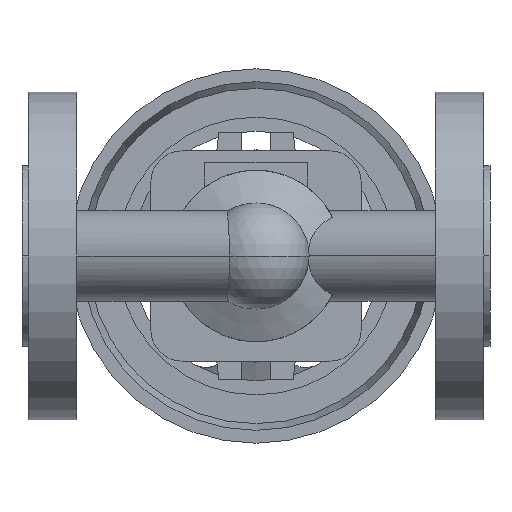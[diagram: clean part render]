
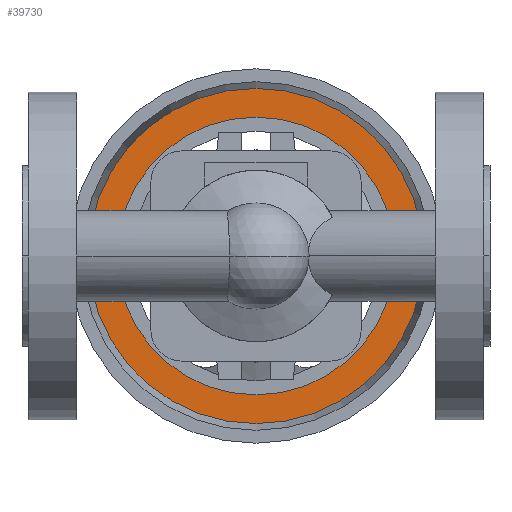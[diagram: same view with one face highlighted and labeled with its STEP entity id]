
A CAD part, front view. The second image highlights one B-rep face of the part: STEP entity #39730.
In plain terms, the highlighted planar face has unit normal (0, -1, 0).
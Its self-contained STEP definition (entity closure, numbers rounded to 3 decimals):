
#39250=CARTESIAN_POINT('',(21.285,189.53,0.));
#39260=VERTEX_POINT('',#39250);
#39340=CARTESIAN_POINT('',(128.715,189.53,0.
));
#39350=VERTEX_POINT('',#39340);
#39380=CARTESIAN_POINT('',(75.,189.53,0.));
#39390=DIRECTION('',(0.,1.,0.));
#39400=DIRECTION('',(1.,0.,0.));
#39410=AXIS2_PLACEMENT_3D('',#39380,#39390,#39400);
#39420=CIRCLE('',#39410,53.715);
#39430=EDGE_CURVE('',#39260,#39350,#39420,.T.);
#39480=CARTESIAN_POINT('',(124.108,189.53,0.
));
#39490=DIRECTION('',(0.,-1.,0.));
#39500=DIRECTION('',(-1.,0.,0.));
#39510=AXIS2_PLACEMENT_3D('',#39480,#39490,#39500);
#39520=PLANE('',#39510);
#39530=EDGE_CURVE('',#39350,#39260,#39420,.T.);
#39540=ORIENTED_EDGE('',*,*,#39530,.F.);
#39550=ORIENTED_EDGE('',*,*,#39430,.F.);
#39560=EDGE_LOOP('',(#39550,#39540));
#39570=FACE_OUTER_BOUND('',#39560,.T.);
#39580=CARTESIAN_POINT('',(75.,189.53,0.));
#39590=DIRECTION('',(0.,1.,0.));
#39600=DIRECTION('',(1.,0.,0.));
#39610=AXIS2_PLACEMENT_3D('',#39580,#39590,#39600);
#39620=CIRCLE('',#39610,44.5);
#39630=CARTESIAN_POINT('',(30.5,189.53,0.));
#39640=VERTEX_POINT('',#39630);
#39650=CARTESIAN_POINT('',(119.5,189.53,0.));
#39660=VERTEX_POINT('',#39650);
#39670=EDGE_CURVE('',#39640,#39660,#39620,.T.);
#39680=ORIENTED_EDGE('',*,*,#39670,.T.);
#39690=EDGE_CURVE('',#39660,#39640,#39620,.T.);
#39700=ORIENTED_EDGE('',*,*,#39690,.T.);
#39710=EDGE_LOOP('',(#39700,#39680));
#39720=FACE_BOUND('',#39710,.T.);
#39730=ADVANCED_FACE('',(#39570,#39720),#39520,.T.);
